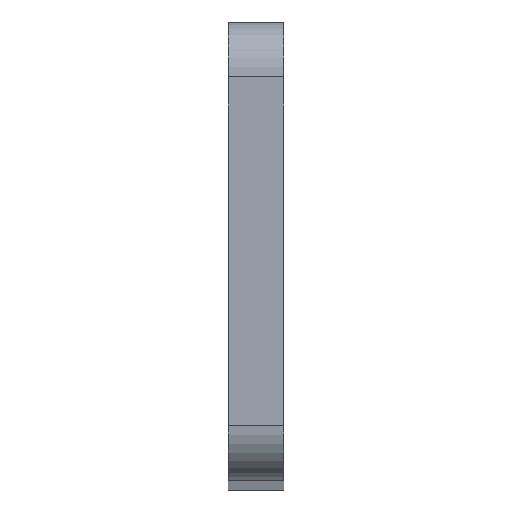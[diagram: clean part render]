
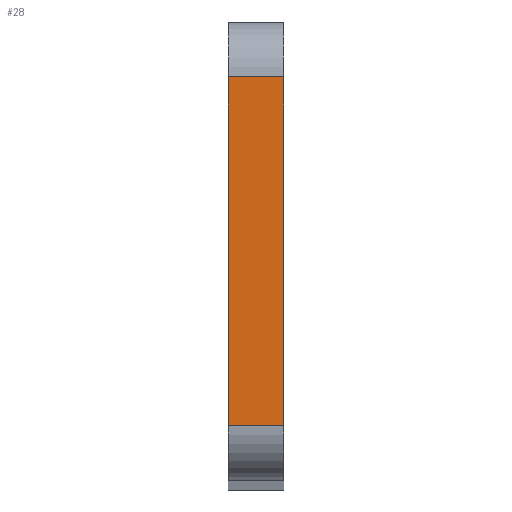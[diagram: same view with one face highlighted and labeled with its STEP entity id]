
A CAD part, top view. The second image highlights one B-rep face of the part: STEP entity #28.
In plain terms, the highlighted planar face has unit normal (0, 0, 1).
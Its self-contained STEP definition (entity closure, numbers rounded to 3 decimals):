
#28 = ADVANCED_FACE ( 'NONE', ( #758 ), #69, .F. ) ;
#52 = ORIENTED_EDGE ( 'NONE', *, *, #72, .T. ) ;
#57 = VECTOR ( 'NONE', #433, 1000. ) ;
#67 = VERTEX_POINT ( 'NONE', #126 ) ;
#68 = LINE ( 'NONE', #197, #57 ) ;
#69 = PLANE ( 'NONE',  #107 ) ;
#72 = EDGE_CURVE ( 'NONE', #558, #67, #88, .T. ) ;
#88 = LINE ( 'NONE', #129, #412 ) ;
#107 = AXIS2_PLACEMENT_3D ( 'NONE', #479, #240, #722 ) ;
#108 = CARTESIAN_POINT ( 'NONE',  ( 3., 9.5, 0. ) ) ;
#124 = CARTESIAN_POINT ( 'NONE',  ( 3., -9.5, 0. ) ) ;
#126 = CARTESIAN_POINT ( 'NONE',  ( 0., 9.5, 0. ) ) ;
#129 = CARTESIAN_POINT ( 'NONE',  ( 3., 9.5, 0. ) ) ;
#156 = VERTEX_POINT ( 'NONE', #607 ) ;
#168 = ORIENTED_EDGE ( 'NONE', *, *, #281, .T. ) ;
#172 = EDGE_CURVE ( 'NONE', #156, #778, #68, .T. ) ;
#196 = VECTOR ( 'NONE', #519, 1000. ) ;
#197 = CARTESIAN_POINT ( 'NONE',  ( 3., -9.5, 0. ) ) ;
#240 = DIRECTION ( 'NONE',  ( 0., 0., -1. ) ) ;
#271 = CARTESIAN_POINT ( 'NONE',  ( 0., 12.5, 0. ) ) ;
#281 = EDGE_CURVE ( 'NONE', #67, #156, #643, .T. ) ;
#336 = DIRECTION ( 'NONE',  ( 0., -1., 0. ) ) ;
#344 = CARTESIAN_POINT ( 'NONE',  ( 3., 12.5, 0. ) ) ;
#412 = VECTOR ( 'NONE', #541, 1000. ) ;
#433 = DIRECTION ( 'NONE',  ( 1., 0., 0. ) ) ;
#478 = VECTOR ( 'NONE', #336, 1000. ) ;
#479 = CARTESIAN_POINT ( 'NONE',  ( 3., 12.5, 0. ) ) ;
#519 = DIRECTION ( 'NONE',  ( 0., -1., 0. ) ) ;
#525 = EDGE_LOOP ( 'NONE', ( #168, #668, #608, #52 ) ) ;
#541 = DIRECTION ( 'NONE',  ( -1., 0., 0. ) ) ;
#554 = LINE ( 'NONE', #344, #196 ) ;
#558 = VERTEX_POINT ( 'NONE', #108 ) ;
#568 = EDGE_CURVE ( 'NONE', #558, #778, #554, .T. ) ;
#607 = CARTESIAN_POINT ( 'NONE',  ( 0., -9.5, 0. ) ) ;
#608 = ORIENTED_EDGE ( 'NONE', *, *, #568, .F. ) ;
#643 = LINE ( 'NONE', #271, #478 ) ;
#668 = ORIENTED_EDGE ( 'NONE', *, *, #172, .T. ) ;
#722 = DIRECTION ( 'NONE',  ( -1., 0., 0. ) ) ;
#758 = FACE_OUTER_BOUND ( 'NONE', #525, .T. ) ;
#778 = VERTEX_POINT ( 'NONE', #124 ) ;
